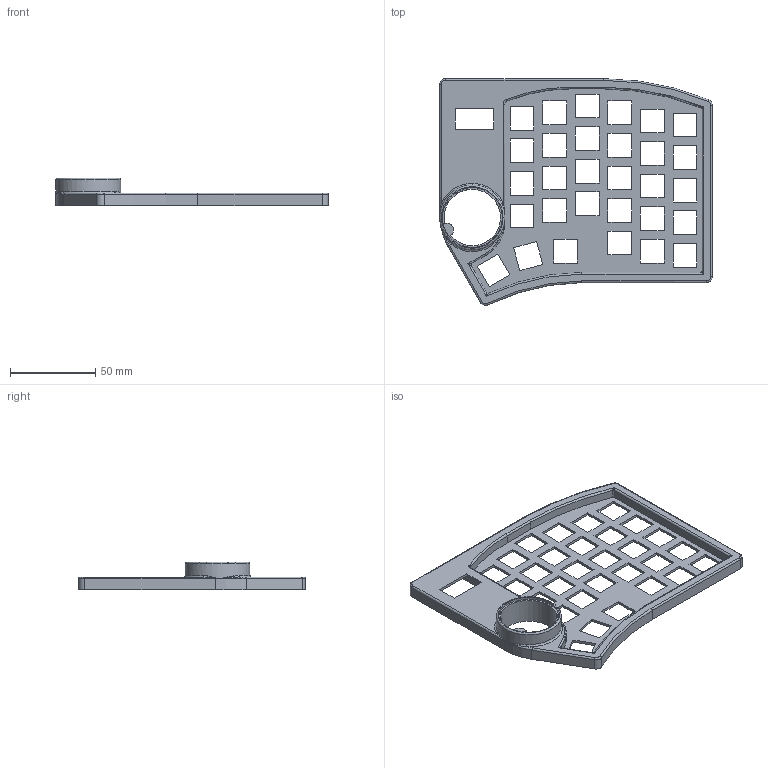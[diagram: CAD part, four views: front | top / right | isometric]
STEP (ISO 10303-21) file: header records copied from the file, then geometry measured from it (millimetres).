
FILE_DESCRIPTION(/* description */ (''),/* implementation_level */ '2;1');
FILE_NAME(/* name */ 'Plate_TP_R.step',/* time_stamp */ '2022-06-13T23:04:43+01:00',/* author */ (''),/* organization */ (''),/* preprocessor_version */ 'ST-DEVELOPER v19',/* originating_system */ 'Autodesk Translation Framework v11.7.0.108',/* authorisation */ '');
FILE_SCHEMA (('AUTOMOTIVE_DESIGN { 1 0 10303 214 3 1 1 }'));
Length unit declared in the file: millimetre
Products named in the file (2): Plate_TP_R; Plate (3)
Assembly tree (1 placements, depth 2):
  Plate_TP_R
    Plate (3)
Bounding box: 159.47 x 132.63 x 16.3 mm (x, y, z)
Volume: 47256 mm3; surface area: 36770.9 mm2
Topology: 1 solids, 1 shells, 248 faces, 653 edges, 414 vertices
Faces by surface type: plane 165, cylinder 46, torus 15, cone 11, bspline 11
Full cylindrical faces by diameter (mm): 3.2 x11, 35.1 x1, 38 x1
Entity records: 8190 total; most frequent: CARTESIAN_POINT 1899, ORIENTED_EDGE 1294, DIRECTION 1231, EDGE_CURVE 647, LINE 495, VECTOR 495, VERTEX_POINT 414, AXIS2_PLACEMENT_3D 368
